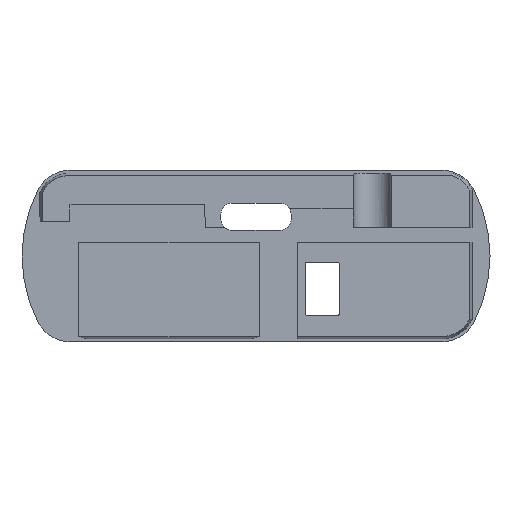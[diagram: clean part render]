
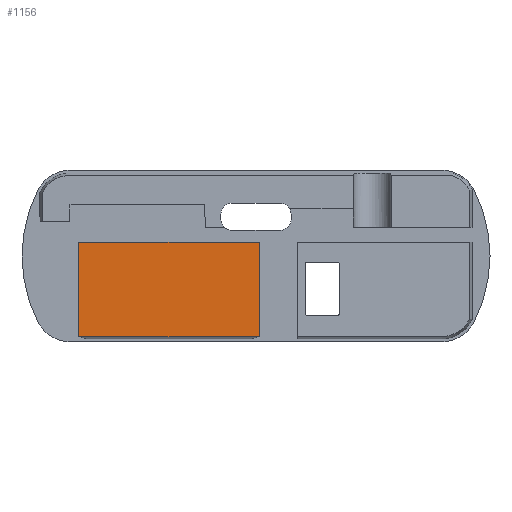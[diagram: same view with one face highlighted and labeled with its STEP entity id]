
A CAD part, top view. The second image highlights one B-rep face of the part: STEP entity #1156.
In plain terms, the highlighted planar face has unit normal (0, 0, 1).
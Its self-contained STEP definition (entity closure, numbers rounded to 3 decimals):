
#111=FACE_OUTER_BOUND('',#174,.T.);
#174=EDGE_LOOP('',(#847,#848,#849,#850));
#268=LINE('',#1799,#391);
#271=LINE('',#1805,#394);
#275=LINE('',#1813,#398);
#276=LINE('',#1814,#399);
#391=VECTOR('',#1434,10.);
#394=VECTOR('',#1439,10.);
#398=VECTOR('',#1445,10.);
#399=VECTOR('',#1446,10.);
#513=VERTEX_POINT('',#1796);
#514=VERTEX_POINT('',#1798);
#516=VERTEX_POINT('',#1804);
#519=VERTEX_POINT('',#1812);
#642=EDGE_CURVE('',#513,#514,#268,.T.);
#645=EDGE_CURVE('',#514,#516,#271,.T.);
#649=EDGE_CURVE('',#513,#519,#275,.T.);
#650=EDGE_CURVE('',#519,#516,#276,.T.);
#847=ORIENTED_EDGE('',*,*,#642,.F.);
#848=ORIENTED_EDGE('',*,*,#649,.T.);
#849=ORIENTED_EDGE('',*,*,#650,.T.);
#850=ORIENTED_EDGE('',*,*,#645,.F.);
#1108=PLANE('',#1247);
#1156=ADVANCED_FACE('',(#111),#1108,.T.);
#1247=AXIS2_PLACEMENT_3D('',#1811,#1443,#1444);
#1434=DIRECTION('',(-1.,0.,0.));
#1439=DIRECTION('',(0.,1.,0.));
#1443=DIRECTION('center_axis',(0.,0.,1.));
#1444=DIRECTION('ref_axis',(1.,0.,0.));
#1445=DIRECTION('',(0.,1.,0.));
#1446=DIRECTION('',(-1.,0.,0.));
#1796=CARTESIAN_POINT('',(35.417,31.475,3.));
#1798=CARTESIAN_POINT('',(11.383,31.475,3.));
#1799=CARTESIAN_POINT('',(17.391,31.475,3.));
#1804=CARTESIAN_POINT('',(11.383,44.035,3.));
#1805=CARTESIAN_POINT('',(11.383,31.175,3.));
#1811=CARTESIAN_POINT('Origin',(11.383,31.175,3.));
#1812=CARTESIAN_POINT('',(35.417,44.035,3.));
#1813=CARTESIAN_POINT('',(35.417,31.175,3.));
#1814=CARTESIAN_POINT('',(17.391,44.035,3.));
